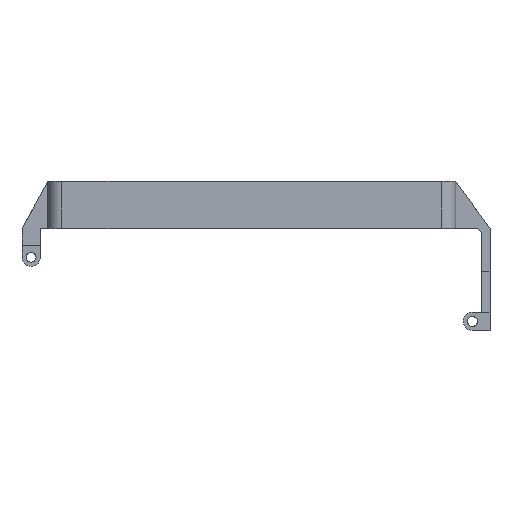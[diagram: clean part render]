
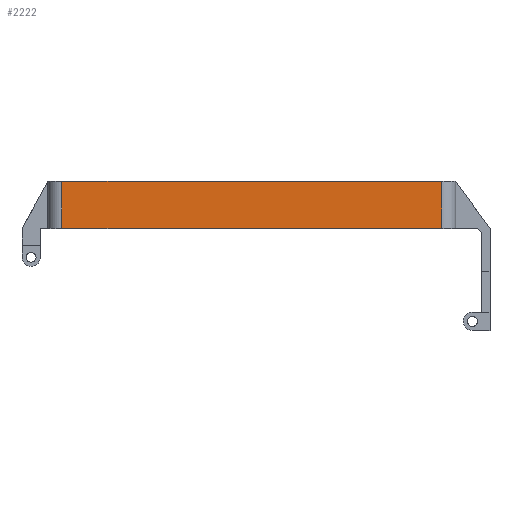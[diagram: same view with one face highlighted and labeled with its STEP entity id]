
A CAD part, top view. The second image highlights one B-rep face of the part: STEP entity #2222.
In plain terms, the highlighted planar face has unit normal (0, 0, 1).
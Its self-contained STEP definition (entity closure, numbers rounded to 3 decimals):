
#207=FACE_OUTER_BOUND('',#335,.T.);
#335=EDGE_LOOP('',(#1851,#1852,#1853,#1854));
#486=LINE('',#3316,#741);
#592=LINE('',#3640,#847);
#593=LINE('',#3641,#848);
#594=LINE('',#3642,#849);
#741=VECTOR('',#2641,10.);
#847=VECTOR('',#2927,10.);
#848=VECTOR('',#2928,10.);
#849=VECTOR('',#2929,10.);
#976=VERTEX_POINT('',#3313);
#977=VERTEX_POINT('',#3315);
#1104=VERTEX_POINT('',#3638);
#1105=VERTEX_POINT('',#3639);
#1215=EDGE_CURVE('',#976,#977,#486,.T.);
#1378=EDGE_CURVE('',#1104,#1105,#592,.T.);
#1379=EDGE_CURVE('',#977,#1104,#593,.T.);
#1380=EDGE_CURVE('',#976,#1105,#594,.T.);
#1851=ORIENTED_EDGE('',*,*,#1378,.F.);
#1852=ORIENTED_EDGE('',*,*,#1379,.F.);
#1853=ORIENTED_EDGE('',*,*,#1215,.F.);
#1854=ORIENTED_EDGE('',*,*,#1380,.T.);
#2136=PLANE('',#2412);
#2222=ADVANCED_FACE('',(#207),#2136,.T.);
#2412=AXIS2_PLACEMENT_3D('',#3637,#2925,#2926);
#2641=DIRECTION('',(-1.,0.,0.));
#2925=DIRECTION('center_axis',(0.,0.,1.));
#2926=DIRECTION('ref_axis',(-1.,0.,0.));
#2927=DIRECTION('',(1.,0.,0.));
#2928=DIRECTION('',(0.,1.,0.));
#2929=DIRECTION('',(0.,1.,0.));
#3313=CARTESIAN_POINT('',(205.745,145.165,12.703));
#3315=CARTESIAN_POINT('',(70.245,145.165,12.703));
#3316=CARTESIAN_POINT('',(74.245,145.165,12.703));
#3637=CARTESIAN_POINT('Origin',(201.745,161.915,12.703));
#3638=CARTESIAN_POINT('',(70.245,161.915,12.703));
#3639=CARTESIAN_POINT('',(205.745,161.915,12.703));
#3640=CARTESIAN_POINT('',(70.245,161.915,12.703));
#3641=CARTESIAN_POINT('',(70.245,146.765,12.703));
#3642=CARTESIAN_POINT('',(205.745,146.765,12.703));
